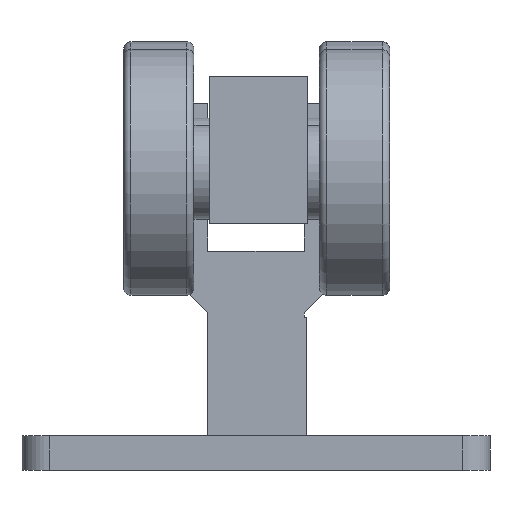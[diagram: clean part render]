
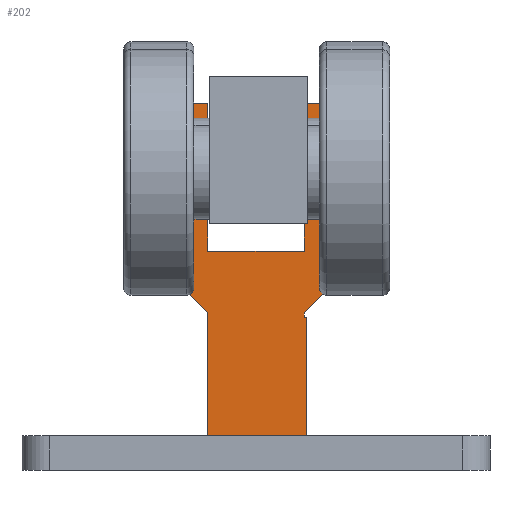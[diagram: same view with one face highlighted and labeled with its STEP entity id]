
A CAD part, front view. The second image highlights one B-rep face of the part: STEP entity #202.
In plain terms, the highlighted planar face has unit normal (0, -1, 0).
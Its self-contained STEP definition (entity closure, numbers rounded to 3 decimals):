
#202=ADVANCED_FACE('',(#3867),#3869,.T.);
#3867=FACE_BOUND('',#3868,.T.);
#3868=EDGE_LOOP('',(#7149,#7150,#7151,#7152,#7153,#7154,#7155,#7156,#7157,#7158,
#7159,#7160,#7161,#7162));
#3869=PLANE('',#3870);
#3870=AXIS2_PLACEMENT_3D('',#3871,#3872,#3873);
#3871=CARTESIAN_POINT('',(-19.5,-30.,89.));
#3872=DIRECTION('',(0.,-1.,0.));
#3873=DIRECTION('',(0.,0.,-1.));
#7149=ORIENTED_EDGE('',*,*,#8636,.T.);
#7150=ORIENTED_EDGE('',*,*,#8637,.F.);
#7151=ORIENTED_EDGE('',*,*,#8638,.T.);
#7152=ORIENTED_EDGE('',*,*,#8639,.T.);
#7153=ORIENTED_EDGE('',*,*,#8625,.F.);
#7154=ORIENTED_EDGE('',*,*,#8583,.F.);
#7155=ORIENTED_EDGE('',*,*,#8635,.F.);
#7156=ORIENTED_EDGE('',*,*,#8593,.T.);
#7157=ORIENTED_EDGE('',*,*,#8640,.F.);
#7158=ORIENTED_EDGE('',*,*,#8587,.T.);
#7159=ORIENTED_EDGE('',*,*,#8641,.T.);
#7160=ORIENTED_EDGE('',*,*,#8589,.F.);
#7161=ORIENTED_EDGE('',*,*,#8642,.F.);
#7162=ORIENTED_EDGE('',*,*,#8643,.T.);
#8583=EDGE_CURVE('',#9348,#9343,#9350,.T.);
#8587=EDGE_CURVE('',#9351,#9356,#9358,.T.);
#8589=EDGE_CURVE('',#9360,#9362,#9363,.T.);
#8593=EDGE_CURVE('',#9370,#9368,#9371,.T.);
#8625=EDGE_CURVE('',#9343,#9427,#9431,.T.);
#8635=EDGE_CURVE('',#9370,#9348,#9446,.T.);
#8636=EDGE_CURVE('',#9447,#9448,#9449,.T.);
#8637=EDGE_CURVE('',#9450,#9448,#9451,.T.);
#8638=EDGE_CURVE('',#9450,#9452,#9453,.F.);
#8639=EDGE_CURVE('',#9452,#9427,#9454,.T.);
#8640=EDGE_CURVE('',#9351,#9368,#9455,.T.);
#8641=EDGE_CURVE('',#9356,#9362,#9456,.T.);
#8642=EDGE_CURVE('',#9457,#9360,#9458,.T.);
#8643=EDGE_CURVE('',#9457,#9447,#9459,.T.);
#9343=VERTEX_POINT('',#10707);
#9348=VERTEX_POINT('',#10716);
#9350=LINE('',#10720,#10721);
#9351=VERTEX_POINT('',#10723);
#9356=VERTEX_POINT('',#10732);
#9358=LINE('',#10736,#10737);
#9360=VERTEX_POINT('',#10740);
#9362=VERTEX_POINT('',#10744);
#9363=LINE('',#10745,#10746);
#9368=VERTEX_POINT('',#10756);
#9370=VERTEX_POINT('',#10760);
#9371=LINE('',#10761,#10762);
#9427=VERTEX_POINT('',#10890);
#9431=LINE('',#10898,#10899);
#9446=LINE('',#10933,#10934);
#9447=VERTEX_POINT('',#10936);
#9448=VERTEX_POINT('',#10937);
#9449=LINE('',#10938,#10939);
#9450=VERTEX_POINT('',#10941);
#9451=LINE('',#10942,#10943);
#9452=VERTEX_POINT('',#10945);
#9453=LINE('',#10946,#10947);
#9454=LINE('',#10949,#10950);
#9455=LINE('',#10952,#10953);
#9456=LINE('',#10955,#10956);
#9457=VERTEX_POINT('',#10958);
#9458=LINE('',#10959,#10960);
#9459=LINE('',#10962,#10963);
#10707=CARTESIAN_POINT('',(37.5,-30.,82.));
#10716=CARTESIAN_POINT('',(37.5,-30.,149.));
#10720=CARTESIAN_POINT('',(37.5,-30.,149.));
#10721=VECTOR('',#10722,1.);
#10722=DIRECTION('',(0.,0.,-1.));
#10723=CARTESIAN_POINT('',(-19.5,-30.,89.));
#10732=CARTESIAN_POINT('',(-19.5,-30.,149.));
#10736=CARTESIAN_POINT('',(-19.5,-30.,89.));
#10737=VECTOR('',#10738,1.);
#10738=DIRECTION('',(0.,0.,1.));
#10740=CARTESIAN_POINT('',(-37.5,-30.,82.));
#10744=CARTESIAN_POINT('',(-37.5,-30.,149.));
#10745=CARTESIAN_POINT('',(-37.5,-30.,82.));
#10746=VECTOR('',#10747,1.);
#10747=DIRECTION('',(0.,0.,1.));
#10756=CARTESIAN_POINT('',(19.5,-30.,89.));
#10760=CARTESIAN_POINT('',(19.5,-30.,149.));
#10761=CARTESIAN_POINT('',(19.5,-30.,149.));
#10762=VECTOR('',#10763,1.);
#10763=DIRECTION('',(0.,0.,-1.));
#10890=CARTESIAN_POINT('',(19.5,-30.,64.));
#10898=CARTESIAN_POINT('',(37.5,-30.,82.));
#10899=VECTOR('',#10900,1.);
#10900=DIRECTION('',(-0.707,0.,-0.707));
#10933=CARTESIAN_POINT('',(19.5,-30.,149.));
#10934=VECTOR('',#10935,1.);
#10935=DIRECTION('',(1.,0.,0.));
#10936=CARTESIAN_POINT('',(-19.5,-30.,14.));
#10937=CARTESIAN_POINT('',(20.5,-30.,14.));
#10938=CARTESIAN_POINT('',(-19.5,-30.,14.));
#10939=VECTOR('',#10940,1.);
#10940=DIRECTION('',(1.,0.,0.));
#10941=CARTESIAN_POINT('',(20.5,-30.,62.));
#10942=CARTESIAN_POINT('',(20.5,-30.,62.));
#10943=VECTOR('',#10944,1.);
#10944=DIRECTION('',(0.,0.,-1.));
#10945=CARTESIAN_POINT('',(19.5,-30.,62.));
#10946=CARTESIAN_POINT('',(19.5,-30.,62.));
#10947=VECTOR('',#10948,1.);
#10948=DIRECTION('',(1.,0.,0.));
#10949=CARTESIAN_POINT('',(19.5,-30.,62.));
#10950=VECTOR('',#10951,1.);
#10951=DIRECTION('',(0.,0.,1.));
#10952=CARTESIAN_POINT('',(-19.5,-30.,89.));
#10953=VECTOR('',#10954,1.);
#10954=DIRECTION('',(1.,0.,0.));
#10955=CARTESIAN_POINT('',(-19.5,-30.,149.));
#10956=VECTOR('',#10957,1.);
#10957=DIRECTION('',(-1.,0.,0.));
#10958=CARTESIAN_POINT('',(-19.5,-30.,64.));
#10959=CARTESIAN_POINT('',(-19.5,-30.,64.));
#10960=VECTOR('',#10961,1.);
#10961=DIRECTION('',(-0.707,0.,0.707));
#10962=CARTESIAN_POINT('',(-19.5,-30.,64.));
#10963=VECTOR('',#10964,1.);
#10964=DIRECTION('',(0.,0.,-1.));
